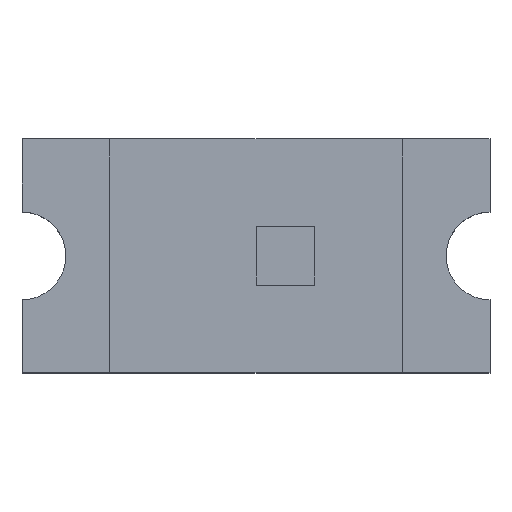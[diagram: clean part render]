
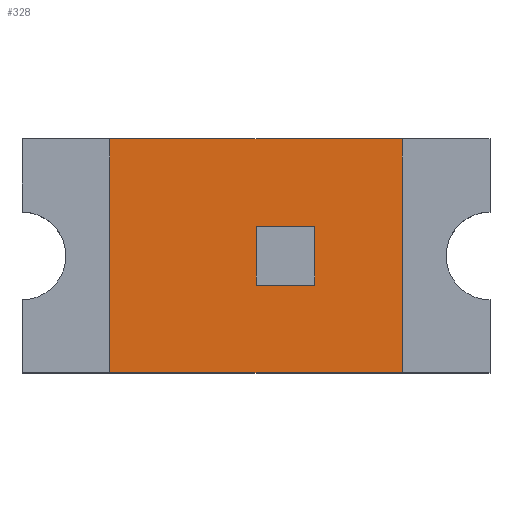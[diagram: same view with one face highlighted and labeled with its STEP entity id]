
A CAD part, top view. The second image highlights one B-rep face of the part: STEP entity #328.
In plain terms, the highlighted planar face has unit normal (0, 0, 1).
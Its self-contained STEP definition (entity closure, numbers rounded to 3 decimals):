
#3 = FACE_OUTER_BOUND ( 'NONE', #483, .T. ) ;
#15 = DIRECTION ( 'NONE',  ( 0., 0., 1. ) ) ;
#26 = VERTEX_POINT ( 'NONE', #573 ) ;
#33 = CARTESIAN_POINT ( 'NONE',  ( 0.5, -0.4, 0.3 ) ) ;
#64 = LINE ( 'NONE', #265, #86 ) ;
#86 = VECTOR ( 'NONE', #793, 1000. ) ;
#110 = ORIENTED_EDGE ( 'NONE', *, *, #300, .F. ) ;
#115 = CARTESIAN_POINT ( 'NONE',  ( 0.2, -0.1, 0.3 ) ) ;
#117 = CARTESIAN_POINT ( 'NONE',  ( 0., -0.1, 0.3 ) ) ;
#120 = VECTOR ( 'NONE', #839, 1000. ) ;
#138 = PLANE ( 'NONE',  #639 ) ;
#146 = DIRECTION ( 'NONE',  ( 1., 0., 0. ) ) ;
#152 = VERTEX_POINT ( 'NONE', #371 ) ;
#155 = ORIENTED_EDGE ( 'NONE', *, *, #467, .T. ) ;
#172 = LINE ( 'NONE', #357, #765 ) ;
#185 = DIRECTION ( 'NONE',  ( 0., 1., 0. ) ) ;
#187 = ORIENTED_EDGE ( 'NONE', *, *, #203, .T. ) ;
#203 = EDGE_CURVE ( 'NONE', #326, #286, #831, .T. ) ;
#234 = EDGE_LOOP ( 'NONE', ( #375, #110, #635, #187 ) ) ;
#248 = LINE ( 'NONE', #315, #319 ) ;
#265 = CARTESIAN_POINT ( 'NONE',  ( 0., 0.1, 0.3 ) ) ;
#286 = VERTEX_POINT ( 'NONE', #537 ) ;
#298 = LINE ( 'NONE', #498, #120 ) ;
#300 = EDGE_CURVE ( 'NONE', #625, #749, #394, .T. ) ;
#315 = CARTESIAN_POINT ( 'NONE',  ( -0.5, 0.4, 0.3 ) ) ;
#319 = VECTOR ( 'NONE', #568, 1000. ) ;
#321 = CARTESIAN_POINT ( 'NONE',  ( 0.2, 0.1, 0.3 ) ) ;
#326 = VERTEX_POINT ( 'NONE', #795 ) ;
#328 = ADVANCED_FACE ( 'NONE', ( #470, #3 ), #138, .T. ) ;
#357 = CARTESIAN_POINT ( 'NONE',  ( 0., -0.1, 0.3 ) ) ;
#371 = CARTESIAN_POINT ( 'NONE',  ( -0.5, 0.4, 0.3 ) ) ;
#374 = DIRECTION ( 'NONE',  ( 0., 1., 0. ) ) ;
#375 = ORIENTED_EDGE ( 'NONE', *, *, #735, .T. ) ;
#383 = VERTEX_POINT ( 'NONE', #539 ) ;
#394 = LINE ( 'NONE', #465, #636 ) ;
#395 = EDGE_CURVE ( 'NONE', #326, #625, #172, .T. ) ;
#418 = ORIENTED_EDGE ( 'NONE', *, *, #670, .T. ) ;
#465 = CARTESIAN_POINT ( 'NONE',  ( 0.2, -0.1, 0.3 ) ) ;
#467 = EDGE_CURVE ( 'NONE', #822, #26, #738, .T. ) ;
#470 = FACE_BOUND ( 'NONE', #234, .T. ) ;
#473 = CARTESIAN_POINT ( 'NONE',  ( -0.5, -0.4, 0.3 ) ) ;
#477 = VECTOR ( 'NONE', #185, 1000. ) ;
#483 = EDGE_LOOP ( 'NONE', ( #564, #418, #155, #783 ) ) ;
#498 = CARTESIAN_POINT ( 'NONE',  ( -0.5, -0.4, 0.3 ) ) ;
#537 = CARTESIAN_POINT ( 'NONE',  ( 0., 0.1, 0.3 ) ) ;
#539 = CARTESIAN_POINT ( 'NONE',  ( -0.5, -0.4, 0.3 ) ) ;
#541 = VECTOR ( 'NONE', #815, 1000. ) ;
#547 = CARTESIAN_POINT ( 'NONE',  ( 0.5, -0.4, 0.3 ) ) ;
#549 = DIRECTION ( 'NONE',  ( 1., 0., 0. ) ) ;
#556 = EDGE_CURVE ( 'NONE', #152, #26, #248, .T. ) ;
#564 = ORIENTED_EDGE ( 'NONE', *, *, #615, .F. ) ;
#568 = DIRECTION ( 'NONE',  ( 1., 0., 0. ) ) ;
#569 = VECTOR ( 'NONE', #374, 1000. ) ;
#573 = CARTESIAN_POINT ( 'NONE',  ( 0.5, 0.4, 0.3 ) ) ;
#594 = DIRECTION ( 'NONE',  ( 0., 1., 0. ) ) ;
#615 = EDGE_CURVE ( 'NONE', #383, #152, #833, .T. ) ;
#625 = VERTEX_POINT ( 'NONE', #115 ) ;
#635 = ORIENTED_EDGE ( 'NONE', *, *, #395, .F. ) ;
#636 = VECTOR ( 'NONE', #594, 1000. ) ;
#639 = AXIS2_PLACEMENT_3D ( 'NONE', #473, #15, #146 ) ;
#670 = EDGE_CURVE ( 'NONE', #383, #822, #298, .T. ) ;
#697 = CARTESIAN_POINT ( 'NONE',  ( -0.5, -0.4, 0.3 ) ) ;
#735 = EDGE_CURVE ( 'NONE', #286, #749, #64, .T. ) ;
#738 = LINE ( 'NONE', #33, #541 ) ;
#749 = VERTEX_POINT ( 'NONE', #321 ) ;
#765 = VECTOR ( 'NONE', #549, 1000. ) ;
#783 = ORIENTED_EDGE ( 'NONE', *, *, #556, .F. ) ;
#793 = DIRECTION ( 'NONE',  ( 1., 0., 0. ) ) ;
#795 = CARTESIAN_POINT ( 'NONE',  ( 0., -0.1, 0.3 ) ) ;
#815 = DIRECTION ( 'NONE',  ( 0., 1., 0. ) ) ;
#822 = VERTEX_POINT ( 'NONE', #547 ) ;
#831 = LINE ( 'NONE', #117, #477 ) ;
#833 = LINE ( 'NONE', #697, #569 ) ;
#839 = DIRECTION ( 'NONE',  ( 1., 0., 0. ) ) ;
